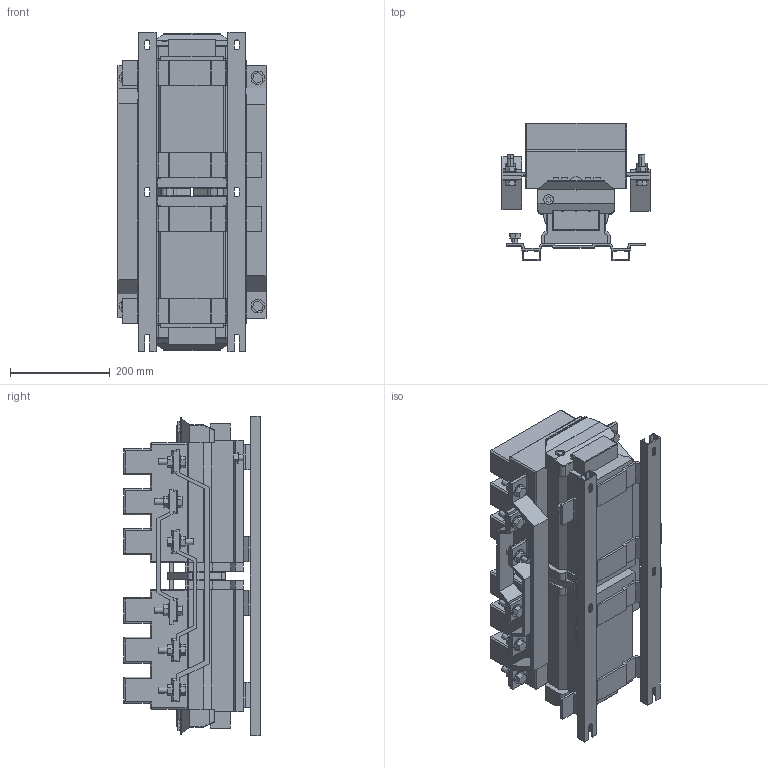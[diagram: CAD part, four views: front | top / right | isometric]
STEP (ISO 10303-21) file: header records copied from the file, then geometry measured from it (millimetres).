
FILE_DESCRIPTION (( 'STEP AP203' ), '1' );
FILE_NAME ('ﾊﾒﾝ rew-630ﾀ.STEP', '2018-03-20T06:32:02', ( '' ), ( '' ), 'SwSTEP 2.0', 'SolidWorks 2017', '' );
FILE_SCHEMA (( 'CONFIG_CONTROL_DESIGN' ));
Length unit declared in the file: millimetre
Products named in the file (1): ﾊﾒﾝ rew-630ﾀ
Bounding box: 297 x 274 x 640 mm (x, y, z)
Volume: 20540153.7 mm3; surface area: 1526333.2 mm2
Topology: 8 solids, 20 shells, 1212 faces, 3148 edges, 2016 vertices
Faces by surface type: plane 914, cylinder 282, sphere 8, cone 4, bspline 4
Entity records: 36585 total; most frequent: CARTESIAN_POINT 6791, ORIENTED_EDGE 6280, DIRECTION 5870, EDGE_CURVE 3140, VECTOR 2624, LINE 2624, VERTEX_POINT 2016, AXIS2_PLACEMENT_3D 1623
